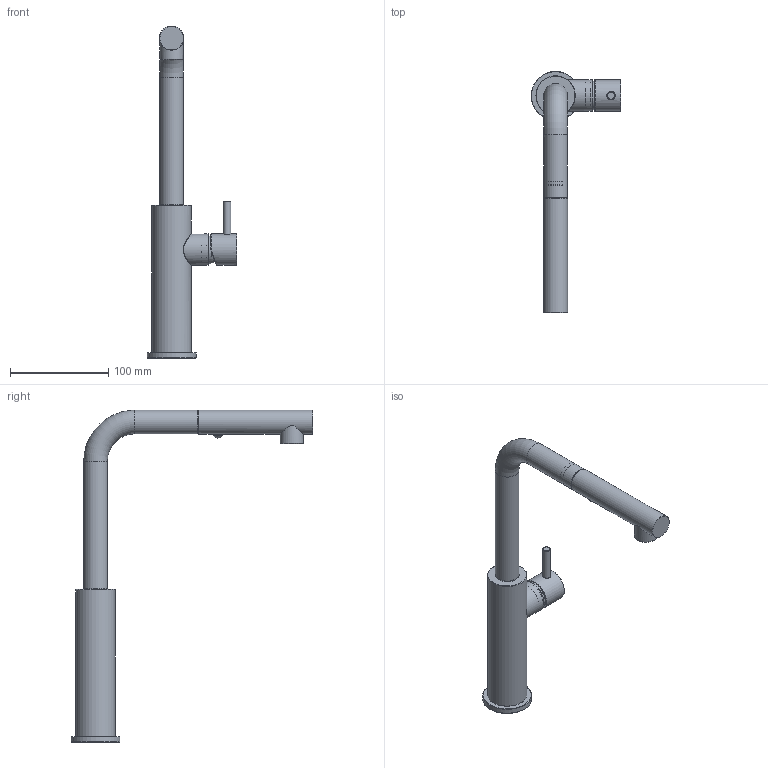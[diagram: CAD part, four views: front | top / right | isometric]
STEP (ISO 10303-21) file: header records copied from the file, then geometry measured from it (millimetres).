
FILE_DESCRIPTION(/* description */ ('Unknown'),/* implementation_level */ '2;1');
FILE_NAME(/* name */ 'FKM33-00',/* time_stamp */ '2025-01-08T09:19:55+01:00',/* author */ ('Unknown'),/* organization */ ('Unknown'),/* preprocessor_version */ 'ST-DEVELOPER v19.4',/* originating_system */ 'Solid Edge',/* authorisation */ 'Unknown');
FILE_SCHEMA (('AUTOMOTIVE_DESIGN {1 0 10303 214 3 1 1}'));
Length unit declared in the file: millimetre
Products named in the file (19): FKM33-00; FKM32-05; FKM32-02; FKM32-13; FKM32-04; FKM32-11; FKM33-002_oa_0; FKM33-002_AER; getto pioggia microevo; aeratore FKM33-002; FKM33-002_3; FKM33-002_1; FKM32-002_oa_1; FKM32-06; FKM32-07; FKM33-001_oa_2; FKM33-01; FKM32-004_oa_3; FKM32-01
Assembly tree (18 placements, depth 4):
  FKM33-00
    FKM32-05
    FKM32-02
    FKM32-13
    FKM32-04
    FKM32-11
    FKM33-002_oa_0
      FKM33-002_AER
        getto pioggia microevo
        aeratore FKM33-002
      FKM33-002_3
      FKM33-002_1
    FKM32-002_oa_1
      FKM32-06
      FKM32-07
    FKM33-001_oa_2
      FKM33-01
    FKM32-004_oa_3
      FKM32-01
Bounding box: 91.18 x 245.75 x 337.35 mm (x, y, z)
Volume: 166435.8 mm3; surface area: 113829.3 mm2
Topology: 13 solids, 14 shells, 1182 faces, 2998 edges, 1861 vertices
Faces by surface type: plane 493, cylinder 285, torus 191, bspline 168, cone 45
Full cylindrical faces by diameter (mm): 1.3 x18, 3 x3, 3.242 x4, 4.2 x1, 5 x4, 6.1 x1, 6.917 x4, 7.4 x2, 7.5 x1, 7.8 x1, 8 x1, 9 x2, 10.917 x2, 12.5 x1, 14 x1, 14.8 x1, 16 x1, 19 x2, 19.5 x2, 20.5 x1, 20.917 x4, 21.3 x1, 21.5 x1, 21.7 x1, 22 x1, 22.001 x1, 23.5 x1, 23.8 x1, 24 x3, 24.5 x1
Entity records: 40090 total; most frequent: CARTESIAN_POINT 10667, DIRECTION 5637, ORIENTED_EDGE 5496, EDGE_CURVE 2748, AXIS2_PLACEMENT_3D 2120, VERTEX_POINT 1777, FACE_BOUND 1493, EDGE_LOOP 1482
